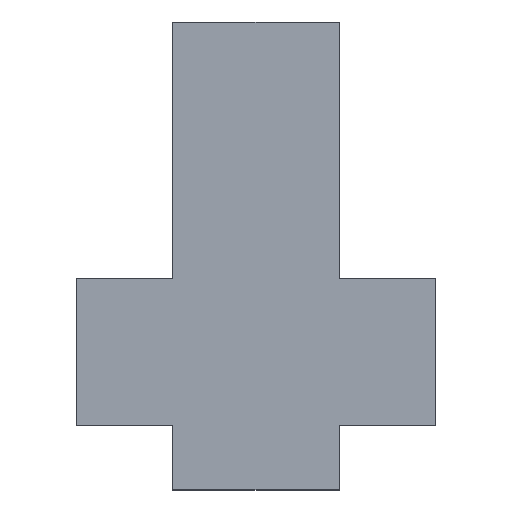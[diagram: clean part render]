
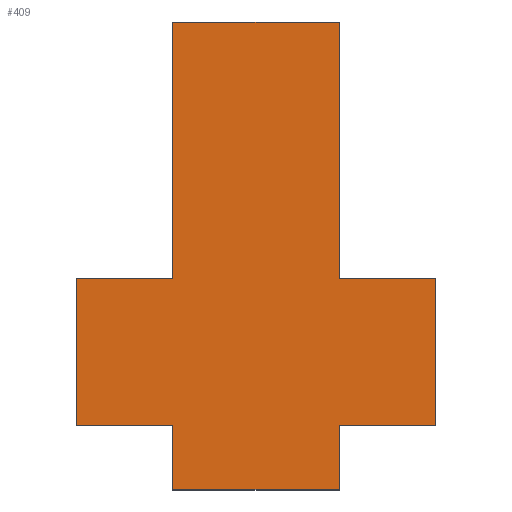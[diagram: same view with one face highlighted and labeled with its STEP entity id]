
A CAD part, top view. The second image highlights one B-rep face of the part: STEP entity #409.
In plain terms, the highlighted planar face has unit normal (0, 0, 1).
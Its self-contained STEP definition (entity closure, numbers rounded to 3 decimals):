
#24 = VERTEX_POINT('',#25);
#25 = CARTESIAN_POINT('',(-2.8,3.3,5.));
#31 = EDGE_CURVE('',#24,#32,#34,.T.);
#32 = VERTEX_POINT('',#33);
#33 = CARTESIAN_POINT('',(-2.8,1.,5.));
#34 = LINE('',#35,#36);
#35 = CARTESIAN_POINT('',(-2.8,3.3,5.));
#36 = VECTOR('',#37,1.);
#37 = DIRECTION('',(0.,-1.,0.));
#62 = EDGE_CURVE('',#32,#63,#65,.T.);
#63 = VERTEX_POINT('',#64);
#64 = CARTESIAN_POINT('',(-1.3,1.,5.));
#65 = LINE('',#66,#67);
#66 = CARTESIAN_POINT('',(-2.8,1.,5.));
#67 = VECTOR('',#68,1.);
#68 = DIRECTION('',(1.,0.,0.));
#93 = EDGE_CURVE('',#63,#94,#96,.T.);
#94 = VERTEX_POINT('',#95);
#95 = CARTESIAN_POINT('',(-1.3,0.,5.));
#96 = LINE('',#97,#98);
#97 = CARTESIAN_POINT('',(-1.3,1.,5.));
#98 = VECTOR('',#99,1.);
#99 = DIRECTION('',(0.,-1.,0.));
#124 = EDGE_CURVE('',#94,#125,#127,.T.);
#125 = VERTEX_POINT('',#126);
#126 = CARTESIAN_POINT('',(1.3,0.,5.));
#127 = LINE('',#128,#129);
#128 = CARTESIAN_POINT('',(-1.3,0.,5.));
#129 = VECTOR('',#130,1.);
#130 = DIRECTION('',(1.,0.,0.));
#155 = EDGE_CURVE('',#125,#156,#158,.T.);
#156 = VERTEX_POINT('',#157);
#157 = CARTESIAN_POINT('',(1.3,1.,5.));
#158 = LINE('',#159,#160);
#159 = CARTESIAN_POINT('',(1.3,0.,5.));
#160 = VECTOR('',#161,1.);
#161 = DIRECTION('',(0.,1.,0.));
#186 = EDGE_CURVE('',#156,#187,#189,.T.);
#187 = VERTEX_POINT('',#188);
#188 = CARTESIAN_POINT('',(2.8,1.,5.));
#189 = LINE('',#190,#191);
#190 = CARTESIAN_POINT('',(1.3,1.,5.));
#191 = VECTOR('',#192,1.);
#192 = DIRECTION('',(1.,0.,0.));
#217 = EDGE_CURVE('',#187,#218,#220,.T.);
#218 = VERTEX_POINT('',#219);
#219 = CARTESIAN_POINT('',(2.8,3.3,5.));
#220 = LINE('',#221,#222);
#221 = CARTESIAN_POINT('',(2.8,1.,5.));
#222 = VECTOR('',#223,1.);
#223 = DIRECTION('',(0.,1.,0.));
#250 = VERTEX_POINT('',#251);
#251 = CARTESIAN_POINT('',(1.3,3.3,5.));
#257 = EDGE_CURVE('',#250,#218,#258,.T.);
#258 = LINE('',#259,#260);
#259 = CARTESIAN_POINT('',(1.3,3.3,5.));
#260 = VECTOR('',#261,1.);
#261 = DIRECTION('',(1.,0.,0.));
#279 = EDGE_CURVE('',#250,#280,#282,.T.);
#280 = VERTEX_POINT('',#281);
#281 = CARTESIAN_POINT('',(1.3,7.3,5.));
#282 = LINE('',#283,#284);
#283 = CARTESIAN_POINT('',(1.3,3.3,5.));
#284 = VECTOR('',#285,1.);
#285 = DIRECTION('',(0.,1.,0.));
#312 = VERTEX_POINT('',#313);
#313 = CARTESIAN_POINT('',(-1.3,7.3,5.));
#319 = EDGE_CURVE('',#312,#280,#320,.T.);
#320 = LINE('',#321,#322);
#321 = CARTESIAN_POINT('',(-1.3,7.3,5.));
#322 = VECTOR('',#323,1.);
#323 = DIRECTION('',(1.,0.,0.));
#343 = VERTEX_POINT('',#344);
#344 = CARTESIAN_POINT('',(-1.3,3.3,5.));
#350 = EDGE_CURVE('',#343,#312,#351,.T.);
#351 = LINE('',#352,#353);
#352 = CARTESIAN_POINT('',(-1.3,3.3,5.));
#353 = VECTOR('',#354,1.);
#354 = DIRECTION('',(0.,1.,0.));
#372 = EDGE_CURVE('',#24,#343,#373,.T.);
#373 = LINE('',#374,#375);
#374 = CARTESIAN_POINT('',(-2.8,3.3,5.));
#375 = VECTOR('',#376,1.);
#376 = DIRECTION('',(1.,0.,0.));
#409 = ADVANCED_FACE('',(#410),#424,.T.);
#410 = FACE_BOUND('',#411,.T.);
#411 = EDGE_LOOP('',(#412,#413,#414,#415,#416,#417,#418,#419,#420,#421,
    #422,#423));
#412 = ORIENTED_EDGE('',*,*,#31,.T.);
#413 = ORIENTED_EDGE('',*,*,#62,.T.);
#414 = ORIENTED_EDGE('',*,*,#93,.T.);
#415 = ORIENTED_EDGE('',*,*,#124,.T.);
#416 = ORIENTED_EDGE('',*,*,#155,.T.);
#417 = ORIENTED_EDGE('',*,*,#186,.T.);
#418 = ORIENTED_EDGE('',*,*,#217,.T.);
#419 = ORIENTED_EDGE('',*,*,#257,.F.);
#420 = ORIENTED_EDGE('',*,*,#279,.T.);
#421 = ORIENTED_EDGE('',*,*,#319,.F.);
#422 = ORIENTED_EDGE('',*,*,#350,.F.);
#423 = ORIENTED_EDGE('',*,*,#372,.F.);
#424 = PLANE('',#425);
#425 = AXIS2_PLACEMENT_3D('',#426,#427,#428);
#426 = CARTESIAN_POINT('',(0.,3.301,5.));
#427 = DIRECTION('',(0.,0.,1.));
#428 = DIRECTION('',(1.,0.,0.));
